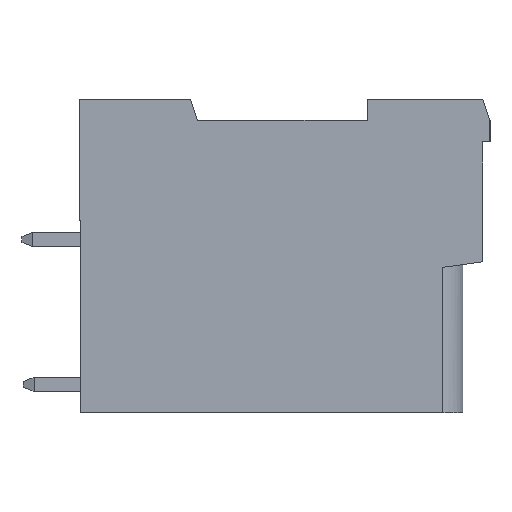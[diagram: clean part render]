
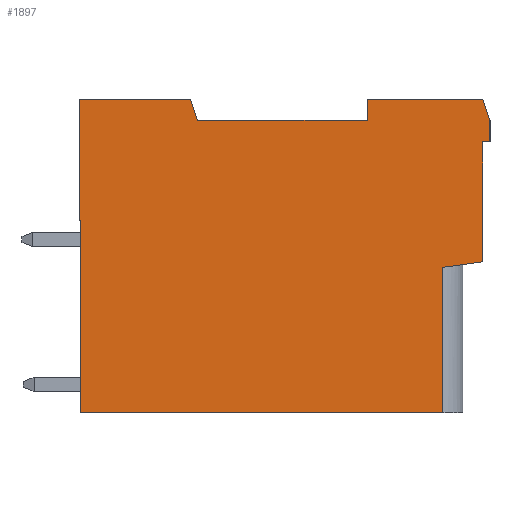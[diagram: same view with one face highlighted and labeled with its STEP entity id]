
A CAD part, left-side view. The second image highlights one B-rep face of the part: STEP entity #1897.
In plain terms, the highlighted planar face has unit normal (-1, 0, 0).
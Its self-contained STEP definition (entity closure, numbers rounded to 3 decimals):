
#1897 = ADVANCED_FACE( '', ( #4122 ), #4123, .T. );
#4122 = FACE_OUTER_BOUND( '', #6716, .T. );
#4123 = PLANE( '', #6717 );
#6716 = EDGE_LOOP( '', ( #12040, #12041, #12042, #12043, #12044, #12045, #12046, #12047, #12048, #12049, #12050, #12051, #12052, #12053, #12054 ) );
#6717 = AXIS2_PLACEMENT_3D( '', #12055, #12056, #12057 );
#12040 = ORIENTED_EDGE( '', *, *, #16273, .T. );
#12041 = ORIENTED_EDGE( '', *, *, #15881, .T. );
#12042 = ORIENTED_EDGE( '', *, *, #16075, .T. );
#12043 = ORIENTED_EDGE( '', *, *, #17909, .T. );
#12044 = ORIENTED_EDGE( '', *, *, #17910, .T. );
#12045 = ORIENTED_EDGE( '', *, *, #17636, .T. );
#12046 = ORIENTED_EDGE( '', *, *, #16683, .F. );
#12047 = ORIENTED_EDGE( '', *, *, #17911, .T. );
#12048 = ORIENTED_EDGE( '', *, *, #17398, .T. );
#12049 = ORIENTED_EDGE( '', *, *, #17912, .T. );
#12050 = ORIENTED_EDGE( '', *, *, #17214, .T. );
#12051 = ORIENTED_EDGE( '', *, *, #17244, .T. );
#12052 = ORIENTED_EDGE( '', *, *, #17913, .T. );
#12053 = ORIENTED_EDGE( '', *, *, #17914, .T. );
#12054 = ORIENTED_EDGE( '', *, *, #17915, .T. );
#12055 = CARTESIAN_POINT( '', ( -20.32, 0., 0. ) );
#12056 = DIRECTION( '', ( -1., 0., 0. ) );
#12057 = DIRECTION( '', ( 0., 0., 1. ) );
#15881 = EDGE_CURVE( '', #19063, #19061, #19064, .T. );
#16075 = EDGE_CURVE( '', #19061, #19415, #19417, .T. );
#16273 = EDGE_CURVE( '', #19768, #19063, #19769, .T. );
#16683 = EDGE_CURVE( '', #20485, #20481, #20487, .T. );
#17214 = EDGE_CURVE( '', #21324, #21322, #21325, .T. );
#17244 = EDGE_CURVE( '', #21322, #21367, #21368, .T. );
#17398 = EDGE_CURVE( '', #21614, #21612, #21615, .T. );
#17636 = EDGE_CURVE( '', #21947, #20481, #21948, .T. );
#17909 = EDGE_CURVE( '', #19415, #22324, #22325, .F. );
#17910 = EDGE_CURVE( '', #22324, #21947, #22326, .T. );
#17911 = EDGE_CURVE( '', #20485, #21614, #22327, .T. );
#17912 = EDGE_CURVE( '', #21612, #21324, #22328, .T. );
#17913 = EDGE_CURVE( '', #21367, #22329, #22330, .T. );
#17914 = EDGE_CURVE( '', #22329, #22331, #22332, .T. );
#17915 = EDGE_CURVE( '', #22331, #19768, #22333, .F. );
#19061 = VERTEX_POINT( '', #23727 );
#19063 = VERTEX_POINT( '', #23730 );
#19064 = LINE( '', #23731, #23732 );
#19415 = VERTEX_POINT( '', #24243 );
#19417 = LINE( '', #24246, #24247 );
#19768 = VERTEX_POINT( '', #24751 );
#19769 = LINE( '', #24752, #24753 );
#20481 = VERTEX_POINT( '', #25778 );
#20485 = VERTEX_POINT( '', #25784 );
#20487 = LINE( '', #25787, #25788 );
#21322 = VERTEX_POINT( '', #27091 );
#21324 = VERTEX_POINT( '', #27094 );
#21325 = LINE( '', #27095, #27096 );
#21367 = VERTEX_POINT( '', #27157 );
#21368 = LINE( '', #27158, #27159 );
#21612 = VERTEX_POINT( '', #27523 );
#21614 = VERTEX_POINT( '', #27525 );
#21615 = LINE( '', #27526, #27527 );
#21947 = VERTEX_POINT( '', #28019 );
#21948 = LINE( '', #28020, #28021 );
#22324 = VERTEX_POINT( '', #28628 );
#22325 = LINE( '', #28629, #28630 );
#22326 = LINE( '', #28631, #28632 );
#22327 = LINE( '', #28633, #28634 );
#22328 = LINE( '', #28635, #28636 );
#22329 = VERTEX_POINT( '', #28637 );
#22330 = LINE( '', #28638, #28639 );
#22331 = VERTEX_POINT( '', #28640 );
#22332 = LINE( '', #28641, #28642 );
#22333 = LINE( '', #28643, #28644 );
#23727 = CARTESIAN_POINT( '', ( -20.32, -5.95, 9.5 ) );
#23730 = CARTESIAN_POINT( '', ( -20.32, -5.95, 11. ) );
#23731 = CARTESIAN_POINT( '', ( -20.32, -5.95, 11. ) );
#23732 = VECTOR( '', #30339, 1000. );
#24243 = CARTESIAN_POINT( '', ( -20.32, 5.95, 9.5 ) );
#24246 = CARTESIAN_POINT( '', ( -20.32, -5.95, 9.5 ) );
#24247 = VECTOR( '', #30507, 1000. );
#24751 = CARTESIAN_POINT( '', ( -20.32, -14.05, 11. ) );
#24752 = CARTESIAN_POINT( '', ( -20.32, -14.55, 11. ) );
#24753 = VECTOR( '', #30718, 1000. );
#25778 = CARTESIAN_POINT( '', ( -20.32, 14.25, 2.5 ) );
#25784 = CARTESIAN_POINT( '', ( -20.32, 14.15, 2.5 ) );
#25787 = CARTESIAN_POINT( '', ( -20.32, 14.15, 2.5 ) );
#25788 = VECTOR( '', #31143, 1000. );
#27091 = CARTESIAN_POINT( '', ( -20.32, -14.05, -0.4 ) );
#27094 = CARTESIAN_POINT( '', ( -20.32, -11.25, -0.8 ) );
#27095 = CARTESIAN_POINT( '', ( -20.32, -11.25, -0.8 ) );
#27096 = VECTOR( '', #31616, 1000. );
#27157 = CARTESIAN_POINT( '', ( -20.32, -14.05, 8. ) );
#27158 = CARTESIAN_POINT( '', ( -20.32, -14.05, 8. ) );
#27159 = VECTOR( '', #31642, 1000. );
#27523 = CARTESIAN_POINT( '', ( -20.32, -11.25, -11. ) );
#27525 = CARTESIAN_POINT( '', ( -20.32, 14.15, -11. ) );
#27526 = CARTESIAN_POINT( '', ( -20.32, 14.25, -11. ) );
#27527 = VECTOR( '', #31805, 1000. );
#28019 = CARTESIAN_POINT( '', ( -20.32, 14.25, 11. ) );
#28020 = CARTESIAN_POINT( '', ( -20.32, 14.25, 11. ) );
#28021 = VECTOR( '', #32002, 1000. );
#28628 = CARTESIAN_POINT( '', ( -20.32, 6.45, 11. ) );
#28629 = CARTESIAN_POINT( '', ( -20.32, 2.505, -0.835 ) );
#28630 = VECTOR( '', #32219, 1000. );
#28631 = CARTESIAN_POINT( '', ( -20.32, 5.95, 11. ) );
#28632 = VECTOR( '', #32220, 1000. );
#28633 = CARTESIAN_POINT( '', ( -20.32, 14.15, 2.5 ) );
#28634 = VECTOR( '', #32221, 1000. );
#28635 = CARTESIAN_POINT( '', ( -20.32, -11.25, -11. ) );
#28636 = VECTOR( '', #32222, 1000. );
#28637 = CARTESIAN_POINT( '', ( -20.32, -14.55, 8. ) );
#28638 = CARTESIAN_POINT( '', ( -20.32, -14.55, 8. ) );
#28639 = VECTOR( '', #32223, 1000. );
#28640 = CARTESIAN_POINT( '', ( -20.32, -14.55, 9.5 ) );
#28641 = CARTESIAN_POINT( '', ( -20.32, -14.55, 8. ) );
#28642 = VECTOR( '', #32224, 1000. );
#28643 = CARTESIAN_POINT( '', ( -20.32, -15.945, 5.315 ) );
#28644 = VECTOR( '', #32225, 1000. );
#30339 = DIRECTION( '', ( 0., 0., -1. ) );
#30507 = DIRECTION( '', ( 0., 1., 0. ) );
#30718 = DIRECTION( '', ( 0., 1., 0. ) );
#31143 = DIRECTION( '', ( 0., 1., 0. ) );
#31616 = DIRECTION( '', ( 0., -0.99, 0.141 ) );
#31642 = DIRECTION( '', ( 0., 0., 1. ) );
#31805 = DIRECTION( '', ( 0., -1., 0. ) );
#32002 = DIRECTION( '', ( 0., 0., -1. ) );
#32219 = DIRECTION( '', ( 0., -0.316, -0.949 ) );
#32220 = DIRECTION( '', ( 0., 1., 0. ) );
#32221 = DIRECTION( '', ( 0., 0., -1. ) );
#32222 = DIRECTION( '', ( 0., 0., 1. ) );
#32223 = DIRECTION( '', ( 0., -1., 0. ) );
#32224 = DIRECTION( '', ( 0., 0., 1. ) );
#32225 = DIRECTION( '', ( 0., -0.316, -0.949 ) );
